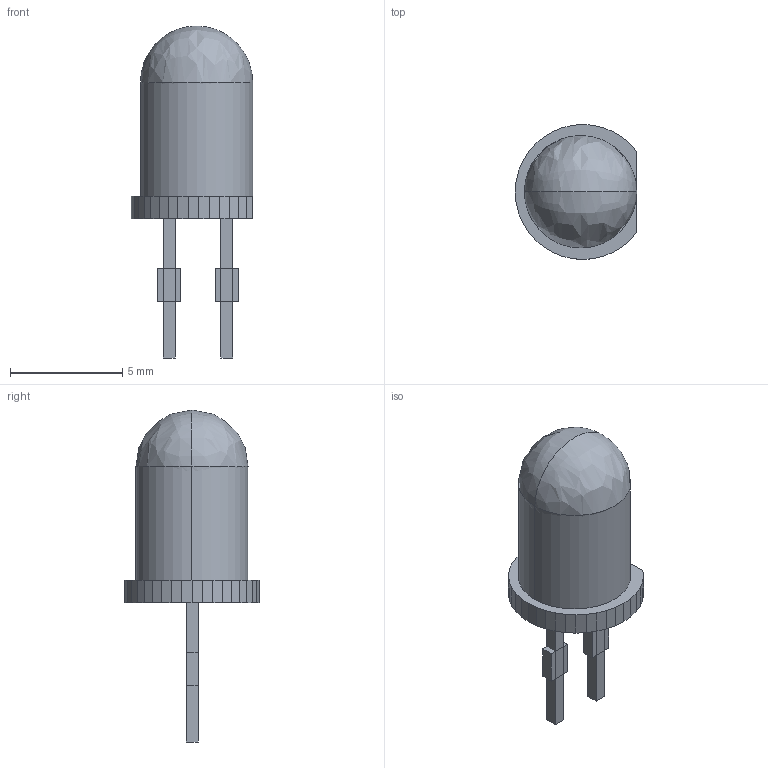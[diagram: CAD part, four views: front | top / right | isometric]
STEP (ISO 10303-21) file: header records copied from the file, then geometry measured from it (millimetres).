
FILE_DESCRIPTION (( 'STEP AP214' ), '1' );
FILE_NAME ('ALSRobot-LED Red 5mm.STEP', '2018-12-15T08:56:55', ( '' ), ( '' ), 'SwSTEP 2.0', 'SolidWorks 2018', '' );
FILE_SCHEMA (( 'AUTOMOTIVE_DESIGN' ));
Length unit declared in the file: millimetre
Products named in the file (16): ALSRobot-LED Red 5mm_SW3dPS-LEDd5R_352705488; ALSRobot-LED Red 5mm_SW3dPS-LEDd5R_Extruded; ALSRobot-LED Red 5mm_SW3dPS-LEDd5R_352479760; ALSRobot-LED Red 5mm_SW3dPS-LEDd5R_Extruded1; ALSRobot-LED Red 5mm_SW3dPS-LEDd5R_352477856; ALSRobot-LED Red 5mm_SW3dPS-LEDd5R_352699216; ALSRobot-LED Red 5mm_SW3dPS-LEDd5R_Cylinder; ALSRobot-LED Red 5mm_SW3dPS-LEDd5R_Open CASCADE STEP translator 6.2 836.1; ALSRobot-LED Red 5mm_SW3dPS-LEDd5R_352715600; ALSRobot-LED Red 5mm_SW3dPS-LEDd5R_352699728; ALSRobot-LED Red 5mm_SW3dPS-LEDd5R_Extruded4; ALSRobot-LED Red 5mm_SW3dPS-LEDd5R_Extruded2; ALSRobot-LED Red 5mm_SW3dPS-LEDd5R_352707536; ALSRobot-LED Red 5mm_SW3dPS-LEDd5R_Extruded3; ALSRobot-LED Red 5mm_SW3dPS-LEDd5R_Sphere; ALSRobot-LED Red 5mm
Assembly tree (17 placements, depth 4):
  ALSRobot-LED Red 5mm
    ALSRobot-LED Red 5mm_SW3dPS-LEDd5R_Open CASCADE STEP translator 6.2 836.1
      ALSRobot-LED Red 5mm_SW3dPS-LEDd5R_352699216
        ALSRobot-LED Red 5mm_SW3dPS-LEDd5R_Extruded3
      ALSRobot-LED Red 5mm_SW3dPS-LEDd5R_352705488  x2
        ALSRobot-LED Red 5mm_SW3dPS-LEDd5R_Extruded
      ALSRobot-LED Red 5mm_SW3dPS-LEDd5R_352479760
        ALSRobot-LED Red 5mm_SW3dPS-LEDd5R_Cylinder
      ALSRobot-LED Red 5mm_SW3dPS-LEDd5R_352715600
        ALSRobot-LED Red 5mm_SW3dPS-LEDd5R_Extruded4
      ALSRobot-LED Red 5mm_SW3dPS-LEDd5R_352477856
        ALSRobot-LED Red 5mm_SW3dPS-LEDd5R_Sphere
      ALSRobot-LED Red 5mm_SW3dPS-LEDd5R_352707536  x2
        ALSRobot-LED Red 5mm_SW3dPS-LEDd5R_Extruded2
      ALSRobot-LED Red 5mm_SW3dPS-LEDd5R_352699728
        ALSRobot-LED Red 5mm_SW3dPS-LEDd5R_Extruded1
Bounding box: 5.42 x 6.02 x 14.8 mm (x, y, z)
Volume: 175.2 mm3; surface area: 340.4 mm2
Topology: 8 solids, 10 shells, 81 faces, 195 edges, 128 vertices
Faces by surface type: plane 77, cylinder 2, bspline 2
Entity records: 3310 total; most frequent: CARTESIAN_POINT 413, DIRECTION 363, ORIENTED_EDGE 330, EDGE_CURVE 167, LINE 159, VECTOR 159, VERTEX_POINT 112, AXIS2_PLACEMENT_3D 102
